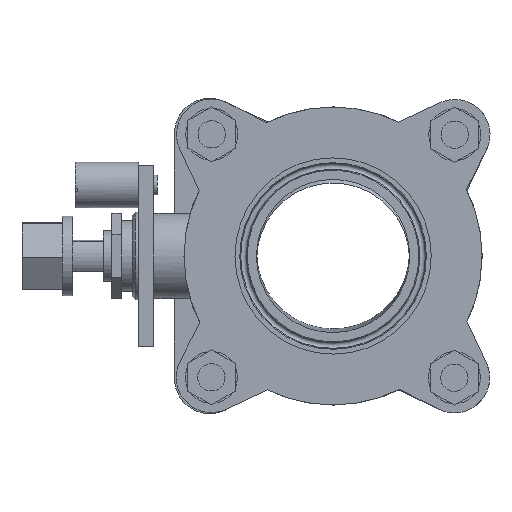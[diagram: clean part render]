
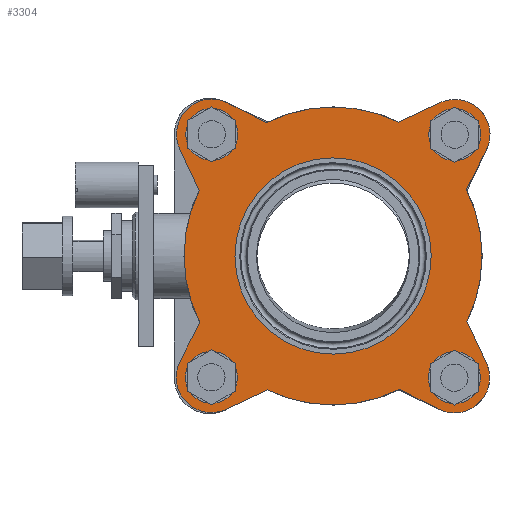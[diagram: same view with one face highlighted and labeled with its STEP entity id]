
A CAD part, left-side view. The second image highlights one B-rep face of the part: STEP entity #3304.
In plain terms, the highlighted planar face has unit normal (-1, 0, 0).
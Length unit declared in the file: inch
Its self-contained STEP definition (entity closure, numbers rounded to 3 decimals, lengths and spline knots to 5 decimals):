
#256=FACE_BOUND('',#1163,.T.);
#257=FACE_BOUND('',#1164,.T.);
#258=FACE_BOUND('',#1165,.T.);
#259=FACE_BOUND('',#1166,.T.);
#260=FACE_BOUND('',#1167,.T.);
#438=LINE('',#5915,#669);
#450=LINE('',#5946,#681);
#452=LINE('',#5950,#683);
#454=LINE('',#5956,#685);
#460=LINE('',#5976,#691);
#462=LINE('',#5982,#693);
#464=LINE('',#5986,#695);
#465=LINE('',#5990,#696);
#669=VECTOR('',#4719,0.3937);
#681=VECTOR('',#4749,0.3937);
#683=VECTOR('',#4753,0.3937);
#685=VECTOR('',#4761,0.3937);
#691=VECTOR('',#4785,0.3937);
#693=VECTOR('',#4793,0.3937);
#695=VECTOR('',#4797,0.3937);
#696=VECTOR('',#4804,0.3937);
#945=FACE_OUTER_BOUND('',#1162,.T.);
#1162=EDGE_LOOP('',(#2885,#2886,#2887,#2888,#2889,#2890,#2891,#2892,#2893,
#2894,#2895,#2896,#2897,#2898,#2899,#2900,#2901));
#1163=EDGE_LOOP('',(#2902));
#1164=EDGE_LOOP('',(#2903));
#1165=EDGE_LOOP('',(#2904));
#1166=EDGE_LOOP('',(#2905));
#1167=EDGE_LOOP('',(#2906,#2907));
#1340=CIRCLE('',#3867,2.3125);
#1341=CIRCLE('',#3868,2.3125);
#1342=CIRCLE('',#3869,2.3125);
#1343=CIRCLE('',#3870,2.3125);
#1344=CIRCLE('',#3871,2.3125);
#1345=CIRCLE('',#3873,0.5475);
#1346=CIRCLE('',#3877,0.5475);
#1347=CIRCLE('',#3880,0.2975);
#1348=CIRCLE('',#3882,0.2975);
#1349=CIRCLE('',#3884,0.2975);
#1350=CIRCLE('',#3886,0.2975);
#1351=CIRCLE('',#3889,0.5475);
#1352=CIRCLE('',#3893,0.5475);
#1365=CIRCLE('',#3913,1.322);
#1366=CIRCLE('',#3914,1.322);
#1633=VERTEX_POINT('',#5912);
#1634=VERTEX_POINT('',#5914);
#1635=VERTEX_POINT('',#5918);
#1636=VERTEX_POINT('',#5920);
#1637=VERTEX_POINT('',#5923);
#1638=VERTEX_POINT('',#5925);
#1639=VERTEX_POINT('',#5928);
#1640=VERTEX_POINT('',#5930);
#1641=VERTEX_POINT('',#5933);
#1642=VERTEX_POINT('',#5936);
#1643=VERTEX_POINT('',#5940);
#1644=VERTEX_POINT('',#5942);
#1645=VERTEX_POINT('',#5948);
#1646=VERTEX_POINT('',#5952);
#1647=VERTEX_POINT('',#5958);
#1648=VERTEX_POINT('',#5962);
#1649=VERTEX_POINT('',#5966);
#1650=VERTEX_POINT('',#5970);
#1651=VERTEX_POINT('',#5974);
#1652=VERTEX_POINT('',#5978);
#1653=VERTEX_POINT('',#5984);
#1666=VERTEX_POINT('',#6025);
#1667=VERTEX_POINT('',#6026);
#2033=EDGE_CURVE('',#1634,#1633,#438,.T.);
#2036=EDGE_CURVE('',#1636,#1635,#1340,.T.);
#2039=EDGE_CURVE('',#1638,#1637,#1341,.T.);
#2042=EDGE_CURVE('',#1640,#1639,#1342,.T.);
#2045=EDGE_CURVE('',#1633,#1641,#1343,.T.);
#2047=EDGE_CURVE('',#1635,#1642,#1344,.T.);
#2049=EDGE_CURVE('',#1644,#1643,#1345,.T.);
#2051=EDGE_CURVE('',#1643,#1640,#450,.T.);
#2053=EDGE_CURVE('',#1639,#1645,#452,.T.);
#2055=EDGE_CURVE('',#1645,#1646,#1346,.T.);
#2056=EDGE_CURVE('',#1646,#1638,#454,.T.);
#2058=EDGE_CURVE('',#1647,#1647,#1347,.T.);
#2060=EDGE_CURVE('',#1648,#1648,#1348,.T.);
#2062=EDGE_CURVE('',#1649,#1649,#1349,.T.);
#2064=EDGE_CURVE('',#1650,#1650,#1350,.T.);
#2066=EDGE_CURVE('',#1637,#1651,#460,.T.);
#2068=EDGE_CURVE('',#1651,#1652,#1351,.T.);
#2069=EDGE_CURVE('',#1652,#1636,#462,.T.);
#2071=EDGE_CURVE('',#1642,#1653,#464,.T.);
#2072=EDGE_CURVE('',#1653,#1634,#1352,.T.);
#2073=EDGE_CURVE('',#1641,#1644,#465,.T.);
#2090=EDGE_CURVE('',#1666,#1667,#1365,.T.);
#2091=EDGE_CURVE('',#1667,#1666,#1366,.T.);
#2885=ORIENTED_EDGE('',*,*,#2045,.T.);
#2886=ORIENTED_EDGE('',*,*,#2073,.T.);
#2887=ORIENTED_EDGE('',*,*,#2049,.T.);
#2888=ORIENTED_EDGE('',*,*,#2051,.T.);
#2889=ORIENTED_EDGE('',*,*,#2042,.T.);
#2890=ORIENTED_EDGE('',*,*,#2053,.T.);
#2891=ORIENTED_EDGE('',*,*,#2055,.T.);
#2892=ORIENTED_EDGE('',*,*,#2056,.T.);
#2893=ORIENTED_EDGE('',*,*,#2039,.T.);
#2894=ORIENTED_EDGE('',*,*,#2066,.T.);
#2895=ORIENTED_EDGE('',*,*,#2068,.T.);
#2896=ORIENTED_EDGE('',*,*,#2069,.T.);
#2897=ORIENTED_EDGE('',*,*,#2036,.T.);
#2898=ORIENTED_EDGE('',*,*,#2047,.T.);
#2899=ORIENTED_EDGE('',*,*,#2071,.T.);
#2900=ORIENTED_EDGE('',*,*,#2072,.T.);
#2901=ORIENTED_EDGE('',*,*,#2033,.T.);
#2902=ORIENTED_EDGE('',*,*,#2058,.T.);
#2903=ORIENTED_EDGE('',*,*,#2060,.T.);
#2904=ORIENTED_EDGE('',*,*,#2062,.T.);
#2905=ORIENTED_EDGE('',*,*,#2064,.T.);
#2906=ORIENTED_EDGE('',*,*,#2090,.T.);
#2907=ORIENTED_EDGE('',*,*,#2091,.T.);
#3145=PLANE('',#3915);
#3304=ADVANCED_FACE('',(#945,#256,#257,#258,#259,#260),#3145,.T.);
#3867=AXIS2_PLACEMENT_3D('',#5921,#4724,#4725);
#3868=AXIS2_PLACEMENT_3D('',#5926,#4728,#4729);
#3869=AXIS2_PLACEMENT_3D('',#5931,#4732,#4733);
#3870=AXIS2_PLACEMENT_3D('',#5935,#4736,#4737);
#3871=AXIS2_PLACEMENT_3D('',#5938,#4739,#4740);
#3873=AXIS2_PLACEMENT_3D('',#5943,#4744,#4745);
#3877=AXIS2_PLACEMENT_3D('',#5954,#4757,#4758);
#3880=AXIS2_PLACEMENT_3D('',#5960,#4765,#4766);
#3882=AXIS2_PLACEMENT_3D('',#5964,#4770,#4771);
#3884=AXIS2_PLACEMENT_3D('',#5968,#4775,#4776);
#3886=AXIS2_PLACEMENT_3D('',#5972,#4780,#4781);
#3889=AXIS2_PLACEMENT_3D('',#5980,#4789,#4790);
#3893=AXIS2_PLACEMENT_3D('',#5988,#4800,#4801);
#3913=AXIS2_PLACEMENT_3D('',#6027,#4845,#4846);
#3914=AXIS2_PLACEMENT_3D('',#6028,#4847,#4848);
#3915=AXIS2_PLACEMENT_3D('',#6030,#4850,#4851);
#4719=DIRECTION('',(0.,0.421,0.907));
#4724=DIRECTION('center_axis',(-1.,0.,0.));
#4725=DIRECTION('ref_axis',(0.,0.,1.));
#4728=DIRECTION('center_axis',(-1.,0.,0.));
#4729=DIRECTION('ref_axis',(0.,0.,1.));
#4732=DIRECTION('center_axis',(-1.,0.,0.));
#4733=DIRECTION('ref_axis',(0.,0.,1.));
#4736=DIRECTION('center_axis',(-1.,0.,0.));
#4737=DIRECTION('ref_axis',(0.,0.,1.));
#4739=DIRECTION('center_axis',(-1.,0.,0.));
#4740=DIRECTION('ref_axis',(0.,0.,1.));
#4744=DIRECTION('center_axis',(-1.,0.,0.));
#4745=DIRECTION('ref_axis',(0.,0.,1.));
#4749=DIRECTION('',(0.,0.907,-0.421));
#4753=DIRECTION('',(0.,0.887,0.461));
#4757=DIRECTION('center_axis',(-1.,0.,0.));
#4758=DIRECTION('ref_axis',(0.,0.,1.));
#4761=DIRECTION('',(0.,-0.421,-0.907));
#4765=DIRECTION('center_axis',(1.,0.,0.));
#4766=DIRECTION('ref_axis',(0.,0.,-1.));
#4770=DIRECTION('center_axis',(1.,0.,0.));
#4771=DIRECTION('ref_axis',(0.,0.,-1.));
#4775=DIRECTION('center_axis',(1.,0.,0.));
#4776=DIRECTION('ref_axis',(0.,0.,-1.));
#4780=DIRECTION('center_axis',(1.,0.,0.));
#4781=DIRECTION('ref_axis',(0.,0.,-1.));
#4785=DIRECTION('',(0.,0.461,-0.887));
#4789=DIRECTION('center_axis',(-1.,0.,0.));
#4790=DIRECTION('ref_axis',(0.,0.,1.));
#4793=DIRECTION('',(0.,-0.907,0.421));
#4797=DIRECTION('',(0.,-0.887,-0.461));
#4800=DIRECTION('center_axis',(-1.,0.,0.));
#4801=DIRECTION('ref_axis',(0.,0.,1.));
#4804=DIRECTION('',(0.,-0.461,0.887));
#4845=DIRECTION('center_axis',(1.,0.,0.));
#4846=DIRECTION('ref_axis',(0.,0.,-1.));
#4847=DIRECTION('center_axis',(1.,0.,0.));
#4848=DIRECTION('ref_axis',(0.,0.,-1.));
#4850=DIRECTION('center_axis',(-1.,0.,0.));
#4851=DIRECTION('ref_axis',(0.,0.,1.));
#5912=CARTESIAN_POINT('',(1.772,-2.07293,-1.025));
#5914=CARTESIAN_POINT('',(1.772,-2.37092,-1.66693));
#5915=CARTESIAN_POINT('',(1.772,-1.40757,0.40831));
#5918=CARTESIAN_POINT('',(1.772,0.,-2.3125));
#5920=CARTESIAN_POINT('',(1.772,1.025,-2.07293));
#5921=CARTESIAN_POINT('Origin',(1.772,0.,0.));
#5923=CARTESIAN_POINT('',(1.772,2.07293,-1.025));
#5925=CARTESIAN_POINT('',(1.772,2.07293,1.025));
#5926=CARTESIAN_POINT('Origin',(1.772,0.,0.));
#5928=CARTESIAN_POINT('',(1.772,1.025,2.07293));
#5930=CARTESIAN_POINT('',(1.772,-1.025,2.07293));
#5931=CARTESIAN_POINT('Origin',(1.772,0.,0.));
#5933=CARTESIAN_POINT('',(1.772,-2.07293,1.025));
#5935=CARTESIAN_POINT('Origin',(1.772,0.,0.));
#5936=CARTESIAN_POINT('',(1.772,-1.025,-2.07293));
#5938=CARTESIAN_POINT('Origin',(1.772,0.,0.));
#5940=CARTESIAN_POINT('',(1.772,-1.66693,2.37092));
#5942=CARTESIAN_POINT('',(1.772,-2.38322,1.62174));
#5943=CARTESIAN_POINT('Origin',(1.772,-1.89746,1.87432));
#5946=CARTESIAN_POINT('',(1.772,1.1191,1.07761));
#5948=CARTESIAN_POINT('',(1.772,1.62174,2.38322));
#5950=CARTESIAN_POINT('',(1.772,1.76502,2.45772));
#5952=CARTESIAN_POINT('',(1.772,2.37092,1.66693));
#5954=CARTESIAN_POINT('Origin',(1.772,1.87432,1.89746));
#5956=CARTESIAN_POINT('',(1.772,1.97932,0.82335));
#5958=CARTESIAN_POINT('',(1.772,-1.87432,-1.59996));
#5960=CARTESIAN_POINT('Origin',(1.772,-1.87432,-1.89746));
#5962=CARTESIAN_POINT('',(1.772,1.87432,2.19496));
#5964=CARTESIAN_POINT('Origin',(1.772,1.87432,1.89746));
#5966=CARTESIAN_POINT('',(1.772,1.89746,-1.57682));
#5968=CARTESIAN_POINT('Origin',(1.772,1.89746,-1.87432));
#5970=CARTESIAN_POINT('',(1.772,-1.89746,2.17182));
#5972=CARTESIAN_POINT('Origin',(1.772,-1.89746,1.87432));
#5974=CARTESIAN_POINT('',(1.772,2.38322,-1.62174));
#5976=CARTESIAN_POINT('',(1.772,2.1409,-1.15572));
#5978=CARTESIAN_POINT('',(1.772,1.66693,-2.37092));
#5980=CARTESIAN_POINT('Origin',(1.772,1.89746,-1.87432));
#5982=CARTESIAN_POINT('',(1.772,1.53415,-2.30928));
#5984=CARTESIAN_POINT('',(1.772,-1.62174,-2.38322));
#5986=CARTESIAN_POINT('',(1.772,0.7736,-1.1377));
#5988=CARTESIAN_POINT('Origin',(1.772,-1.87432,-1.89746));
#5990=CARTESIAN_POINT('',(1.772,-1.45452,-0.1643));
#6025=CARTESIAN_POINT('',(1.772,1.322,0.));
#6026=CARTESIAN_POINT('',(1.772,-1.322,0.));
#6027=CARTESIAN_POINT('Origin',(1.772,0.,0.));
#6028=CARTESIAN_POINT('Origin',(1.772,0.,0.));
#6030=CARTESIAN_POINT('Origin',(1.772,3.225,0.));
